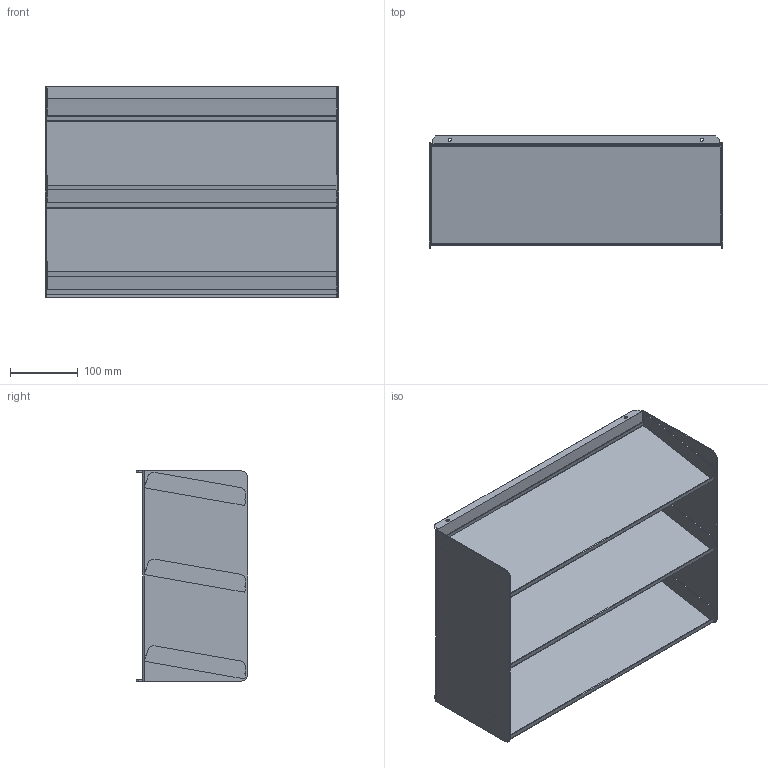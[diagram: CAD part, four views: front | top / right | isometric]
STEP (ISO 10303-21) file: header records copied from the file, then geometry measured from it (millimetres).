
FILE_DESCRIPTION(/* description */ ('Sichtboxenregal ESD'),/* implementation_level */ '2;1');
FILE_NAME(/* name */ 'ZEI_CAD_320514-6-REV00_#SALL_#AIN_#V1.step',/* time_stamp */ '2022-09-15T22:15:34+02:00',/* author */ ('MiniTec'),/* organization */ ('MiniTec GmbH & Co.KG'),/* preprocessor_version */ 'ST-DEVELOPER v18.1',/* originating_system */ 'Autodesk Inventor 2021',/* authorisation */ '');
FILE_SCHEMA (('CONFIG_CONTROL_DESIGN'));
Length unit declared in the file: millimetre
Products named in the file (1): leer
Bounding box: 433 x 165 x 310 mm (x, y, z)
Volume: 634533.5 mm3; surface area: 944830.5 mm2
Topology: 4 solids, 4 shells, 106 faces, 282 edges, 184 vertices
Faces by surface type: plane 76, cylinder 30
Full cylindrical faces by diameter (mm): 4.8 x4
Entity records: 3324 total; most frequent: CARTESIAN_POINT 573, ORIENTED_EDGE 564, DIRECTION 556, EDGE_CURVE 282, LINE 222, VECTOR 222, VERTEX_POINT 184, AXIS2_PLACEMENT_3D 167
